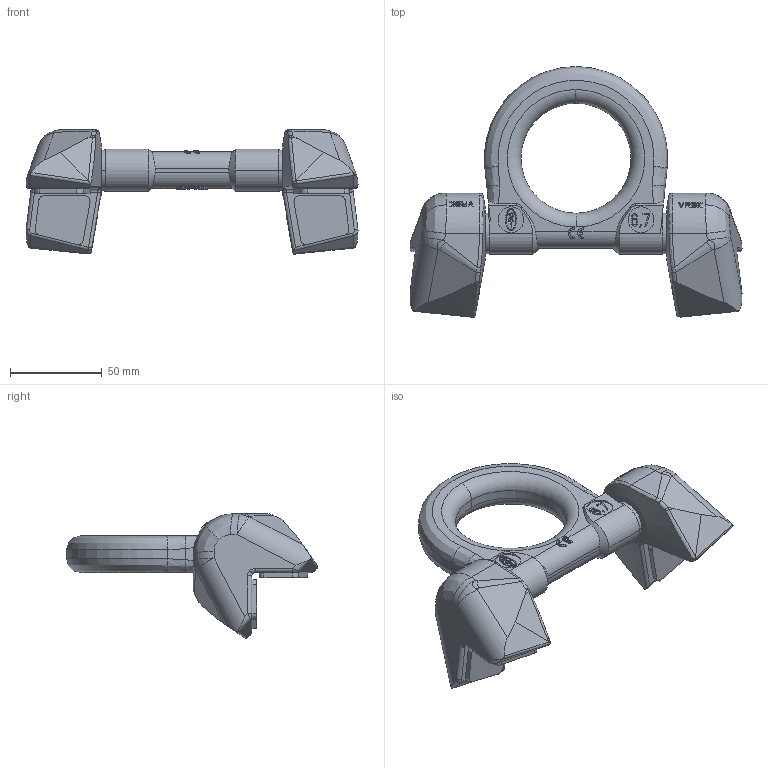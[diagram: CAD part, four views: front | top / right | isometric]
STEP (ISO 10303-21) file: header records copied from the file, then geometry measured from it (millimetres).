
FILE_DESCRIPTION((''),'2;1');
FILE_NAME('001-M34420-P-1_ASM','2013-11-08T',('Andreas.Wendler'),(''),'PRO/ENGINEER BY PARAMETRIC TECHNOLOGY CORPORATION, 2010140','PRO/ENGINEER BY PARAMETRIC TECHNOLOGY CORPORATION, 2010140','');
FILE_SCHEMA(('CONFIG_CONTROL_DESIGN'));
Length unit declared in the file: millimetre
Products named in the file (3): 001-M34113-P-1; 001-M32129-P2; 001-M34420-P-1_ASM
Assembly tree (3 placements, depth 2):
  001-M34420-P-1_ASM
    001-M34113-P-1  x2
    001-M32129-P2
Bounding box: 181.05 x 136.79 x 67.79 mm (x, y, z)
Volume: 282674.7 mm3; surface area: 49426.1 mm2
Topology: 3 solids, 3 shells, 702 faces, 1903 edges, 1241 vertices
Faces by surface type: plane 451, cylinder 108, bspline 62, extrusion 52, cone 13, torus 10, sphere 6
Entity records: 19885 total; most frequent: CARTESIAN_POINT 7178, ORIENTED_EDGE 2874, DIRECTION 2193, EDGE_CURVE 1437, VERTEX_POINT 941, VECTOR 933, LINE 881, AXIS2_PLACEMENT_3D 630
